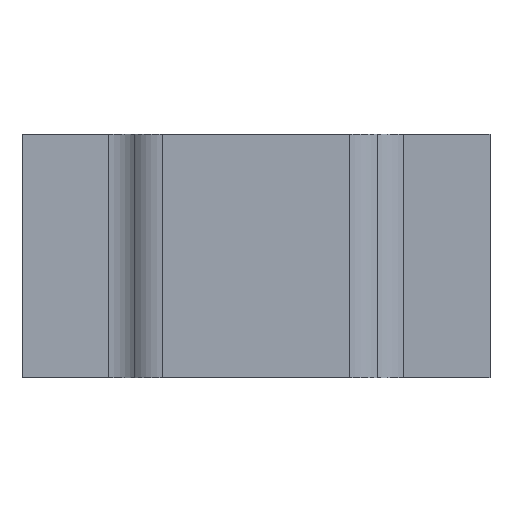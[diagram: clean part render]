
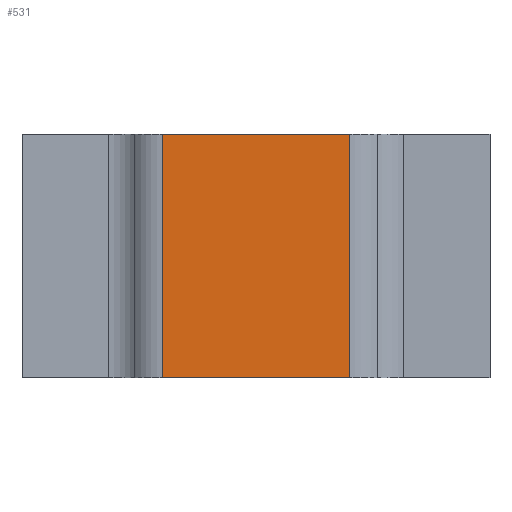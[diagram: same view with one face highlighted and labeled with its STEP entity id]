
A CAD part, top view. The second image highlights one B-rep face of the part: STEP entity #531.
In plain terms, the highlighted planar face has unit normal (0, 0, 1).
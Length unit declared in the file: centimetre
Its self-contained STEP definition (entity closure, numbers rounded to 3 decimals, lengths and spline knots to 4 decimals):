
#41=PLANE('',#581);
#71=FACE_OUTER_BOUND('',#101,.T.);
#101=EDGE_LOOP('',(#484,#485,#486,#487));
#151=LINE('',#867,#207);
#156=LINE('',#878,#212);
#158=LINE('',#881,#214);
#159=LINE('',#882,#215);
#207=VECTOR('',#715,0.52);
#212=VECTOR('',#724,0.52);
#214=VECTOR('',#728,0.4);
#215=VECTOR('',#729,0.4);
#273=VERTEX_POINT('',#861);
#275=VERTEX_POINT('',#865);
#278=VERTEX_POINT('',#875);
#279=VERTEX_POINT('',#877);
#343=EDGE_CURVE('',#275,#273,#151,.T.);
#348=EDGE_CURVE('',#279,#278,#156,.T.);
#350=EDGE_CURVE('',#273,#278,#158,.T.);
#351=EDGE_CURVE('',#279,#275,#159,.T.);
#484=ORIENTED_EDGE('',*,*,#350,.F.);
#485=ORIENTED_EDGE('',*,*,#343,.F.);
#486=ORIENTED_EDGE('',*,*,#351,.F.);
#487=ORIENTED_EDGE('',*,*,#348,.T.);
#531=ADVANCED_FACE('',(#71),#41,.T.);
#581=AXIS2_PLACEMENT_3D('',#880,#726,#727);
#715=DIRECTION('',(0.,-1.,0.));
#724=DIRECTION('',(0.,-1.,0.));
#726=DIRECTION('center_axis',(0.,0.,1.));
#727=DIRECTION('ref_axis',(-1.,0.,0.));
#728=DIRECTION('',(-1.,0.,0.));
#729=DIRECTION('',(1.,0.,0.));
#861=CARTESIAN_POINT('',(0.2,0.,0.0881));
#865=CARTESIAN_POINT('',(0.2,0.52,0.0881));
#867=CARTESIAN_POINT('',(0.2,0.52,0.0881));
#875=CARTESIAN_POINT('',(-0.2,0.,0.0881));
#877=CARTESIAN_POINT('',(-0.2,0.52,0.0881));
#878=CARTESIAN_POINT('',(-0.2,0.52,0.0881));
#880=CARTESIAN_POINT('Origin',(0.2,0.52,0.0881));
#881=CARTESIAN_POINT('',(0.1,0.,0.0881));
#882=CARTESIAN_POINT('',(-0.2,0.52,0.0881));
